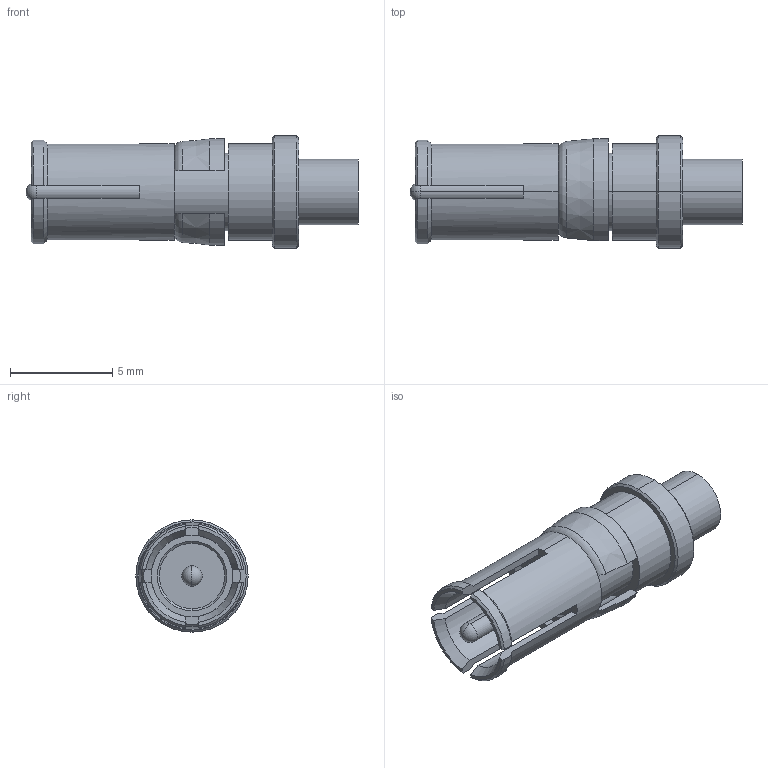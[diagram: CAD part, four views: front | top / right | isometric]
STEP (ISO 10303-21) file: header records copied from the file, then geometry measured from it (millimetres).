
FILE_DESCRIPTION((''),'2;1');
FILE_NAME('212109_SW0001','2018-09-12T',('Viji'),(''),'CREO PARAMETRIC BY PTC INC, 2017020','CREO PARAMETRIC BY PTC INC, 2017020','');
FILE_SCHEMA(('CONFIG_CONTROL_DESIGN'));
Length unit declared in the file: inch
Products named in the file (1): 212109_SW0001
Bounding box: 16.25 x 5.5 x 5.5 mm (x, y, z)
Volume: 174.2 mm3; surface area: 441.8 mm2
Topology: 1 solids, 1 shells, 75 faces, 190 edges, 123 vertices
Faces by surface type: plane 27, cylinder 23, cone 22, sphere 2, torus 1
Entity records: 2394 total; most frequent: CARTESIAN_POINT 530, DIRECTION 392, ORIENTED_EDGE 376, EDGE_CURVE 188, AXIS2_PLACEMENT_3D 159, VERTEX_POINT 123, CIRCLE 84, EDGE_LOOP 83
